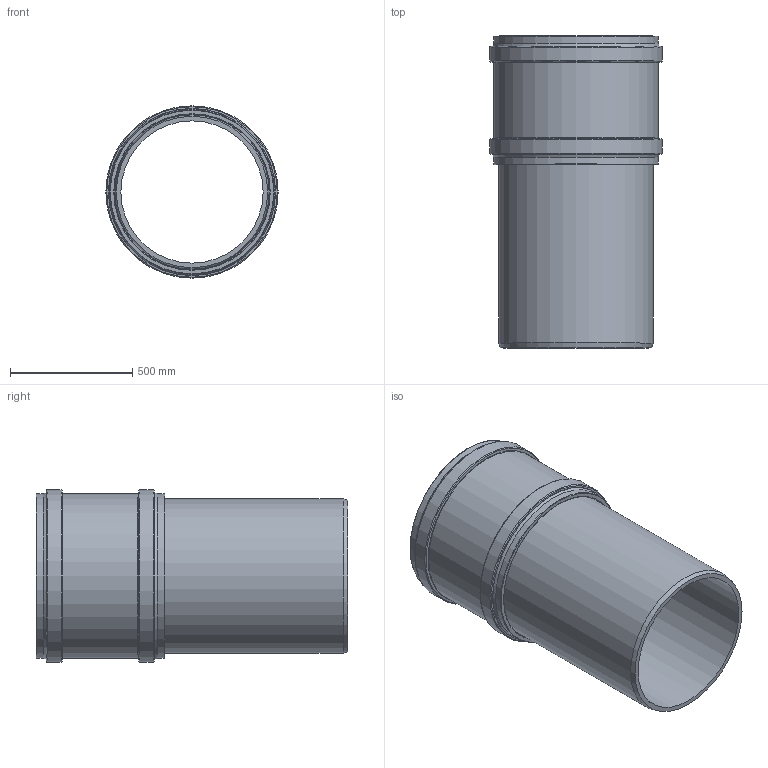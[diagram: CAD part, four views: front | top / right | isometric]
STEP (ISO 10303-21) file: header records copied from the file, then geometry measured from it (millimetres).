
FILE_DESCRIPTION(/* description */ (''),/* implementation_level */ '2;1');
FILE_NAME(/* name */ '782040z.stp',/* time_stamp */ '2023-11-15T08:27:24+01:00',/* author */ ('corinna'),/* organization */ (''),/* preprocessor_version */ 'ST-DEVELOPER v20',/* originating_system */ 'Autodesk Inventor 2024',/* authorisation */ '');
FILE_SCHEMA (('AUTOMOTIVE_DESIGN { 1 0 10303 214 3 1 1 }'));
Length unit declared in the file: millimetre
Products named in the file (1): 782040z
Bounding box: 704.8 x 1276 x 704.8 mm (x, y, z)
Volume: 68408776.6 mm3; surface area: 6353442.1 mm2
Topology: 1 solids, 1 shells, 60 faces, 158 edges, 104 vertices
Faces by surface type: torus 24, cone 16, cylinder 14, plane 6
Full cylindrical faces by diameter (mm): 581.8 x1, 594.8 x1, 630 x1, 635.8 x4, 670 x2, 672.6 x3, 704.8 x2
Entity records: 1985 total; most frequent: DIRECTION 408, CARTESIAN_POINT 323, ORIENTED_EDGE 316, AXIS2_PLACEMENT_3D 189, EDGE_CURVE 158, CIRCLE 128, VERTEX_POINT 104, EDGE_LOOP 66
